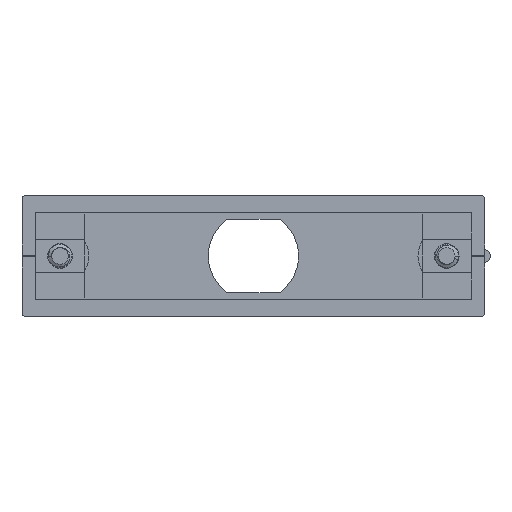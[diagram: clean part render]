
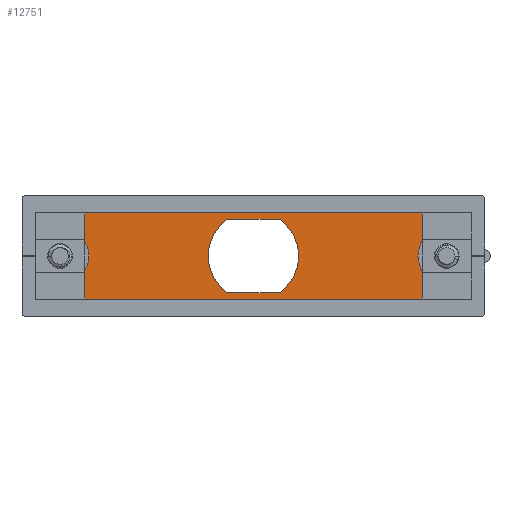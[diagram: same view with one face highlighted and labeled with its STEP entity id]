
A CAD part, front view. The second image highlights one B-rep face of the part: STEP entity #12751.
In plain terms, the highlighted planar face has unit normal (0, -1, 0).
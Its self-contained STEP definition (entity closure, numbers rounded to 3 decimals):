
#1733 = EDGE_CURVE ( 'NONE', #8325, #8314, #10991, .T. ) ;
#2180 = EDGE_CURVE ( 'NONE', #7888, #15890, #10980, .T. ) ;
#2613 = EDGE_CURVE ( 'NONE', #15890, #8325, #6582, .T. ) ;
#2710 = EDGE_CURVE ( 'NONE', #8314, #7888, #2726, .T. ) ;
#2726 = LINE ( 'NONE', #13466, #15615 ) ;
#3049 = ORIENTED_EDGE ( 'NONE', *, *, #12857, .T. ) ;
#3089 = EDGE_CURVE ( 'NONE', #15306, #15798, #16428, .T. ) ;
#3150 = VECTOR ( 'NONE', #11106, 1000. ) ;
#3191 = VERTEX_POINT ( 'NONE', #12584 ) ;
#3363 = CARTESIAN_POINT ( 'NONE',  ( 0., 14.7, 0. ) ) ;
#3464 = CARTESIAN_POINT ( 'NONE',  ( 20.525, 14.7, 6.35 ) ) ;
#3565 = DIRECTION ( 'NONE',  ( 0., 1., 0. ) ) ;
#3604 = DIRECTION ( 'NONE',  ( 1., 0., 0. ) ) ;
#5201 = CARTESIAN_POINT ( 'NONE',  ( 3.162, 14.7, 4.5 ) ) ;
#5312 = DIRECTION ( 'NONE',  ( 1., 0., 0. ) ) ;
#5416 = FACE_BOUND ( 'NONE', #9161, .T. ) ;
#6018 = VECTOR ( 'NONE', #5312, 1000. ) ;
#6149 = CARTESIAN_POINT ( 'NONE',  ( 20.525, 14.7, -6.35 ) ) ;
#6224 = CARTESIAN_POINT ( 'NONE',  ( 0., 14.7, 0. ) ) ;
#6261 = DIRECTION ( 'NONE',  ( 0., 1., 0. ) ) ;
#6281 = DIRECTION ( 'NONE',  ( 1., 0., 0. ) ) ;
#6582 = LINE ( 'NONE', #11173, #3150 ) ;
#7005 = CARTESIAN_POINT ( 'NONE',  ( 3.162, 14.7, 4.5 ) ) ;
#7011 = CIRCLE ( 'NONE', #9318, 5.5 ) ;
#7218 = AXIS2_PLACEMENT_3D ( 'NONE', #3363, #3565, #3604 ) ;
#7229 = VECTOR ( 'NONE', #9955, 1000. ) ;
#7701 = AXIS2_PLACEMENT_3D ( 'NONE', #8453, #8760, #8773 ) ;
#7888 = VERTEX_POINT ( 'NONE', #3464 ) ;
#8311 = ORIENTED_EDGE ( 'NONE', *, *, #13317, .T. ) ;
#8314 = VERTEX_POINT ( 'NONE', #6149 ) ;
#8325 = VERTEX_POINT ( 'NONE', #8626 ) ;
#8432 = LINE ( 'NONE', #9802, #7229 ) ;
#8453 = CARTESIAN_POINT ( 'NONE',  ( -20.525, 14.7, -6.35 ) ) ;
#8605 = PLANE ( 'NONE',  #7701 ) ;
#8626 = CARTESIAN_POINT ( 'NONE',  ( -20.525, 14.7, -6.35 ) ) ;
#8760 = DIRECTION ( 'NONE',  ( 0., -1., 0. ) ) ;
#8773 = DIRECTION ( 'NONE',  ( 1., 0., 0. ) ) ;
#9103 = ORIENTED_EDGE ( 'NONE', *, *, #12987, .T. ) ;
#9161 = EDGE_LOOP ( 'NONE', ( #8311, #9103, #12890, #3049 ) ) ;
#9218 = CARTESIAN_POINT ( 'NONE',  ( 3.162, 14.7, -4.5 ) ) ;
#9318 = AXIS2_PLACEMENT_3D ( 'NONE', #6224, #6261, #6281 ) ;
#9342 = DIRECTION ( 'NONE',  ( -1., 0., 0. ) ) ;
#9397 = LINE ( 'NONE', #5201, #6018 ) ;
#9698 = ORIENTED_EDGE ( 'NONE', *, *, #1733, .T. ) ;
#9802 = CARTESIAN_POINT ( 'NONE',  ( 3.162, 14.7, -4.5 ) ) ;
#9955 = DIRECTION ( 'NONE',  ( -1., 0., 0. ) ) ;
#10281 = EDGE_LOOP ( 'NONE', ( #15314, #9698, #14329, #14732 ) ) ;
#10693 = CARTESIAN_POINT ( 'NONE',  ( -20.525, 14.7, 6.35 ) ) ;
#10980 = LINE ( 'NONE', #14378, #14431 ) ;
#10991 = LINE ( 'NONE', #15456, #11408 ) ;
#11106 = DIRECTION ( 'NONE',  ( 0., 0., -1. ) ) ;
#11173 = CARTESIAN_POINT ( 'NONE',  ( -20.525, 14.7, 6.35 ) ) ;
#11366 = CARTESIAN_POINT ( 'NONE',  ( -3.162, 14.7, -4.5 ) ) ;
#11408 = VECTOR ( 'NONE', #15084, 1000. ) ;
#12584 = CARTESIAN_POINT ( 'NONE',  ( -3.162, 14.7, 4.5 ) ) ;
#12751 = ADVANCED_FACE ( 'NONE', ( #15639, #5416 ), #8605, .T. ) ;
#12857 = EDGE_CURVE ( 'NONE', #15798, #15013, #8432, .T. ) ;
#12890 = ORIENTED_EDGE ( 'NONE', *, *, #3089, .T. ) ;
#12987 = EDGE_CURVE ( 'NONE', #3191, #15306, #9397, .T. ) ;
#13317 = EDGE_CURVE ( 'NONE', #15013, #3191, #7011, .T. ) ;
#13434 = DIRECTION ( 'NONE',  ( 0., 0., 1. ) ) ;
#13466 = CARTESIAN_POINT ( 'NONE',  ( 20.525, 14.7, 6.35 ) ) ;
#14329 = ORIENTED_EDGE ( 'NONE', *, *, #2710, .T. ) ;
#14378 = CARTESIAN_POINT ( 'NONE',  ( -20.525, 14.7, 6.35 ) ) ;
#14431 = VECTOR ( 'NONE', #9342, 1000. ) ;
#14732 = ORIENTED_EDGE ( 'NONE', *, *, #2180, .T. ) ;
#15013 = VERTEX_POINT ( 'NONE', #11366 ) ;
#15084 = DIRECTION ( 'NONE',  ( 1., 0., 0. ) ) ;
#15306 = VERTEX_POINT ( 'NONE', #7005 ) ;
#15314 = ORIENTED_EDGE ( 'NONE', *, *, #2613, .T. ) ;
#15456 = CARTESIAN_POINT ( 'NONE',  ( -20.525, 14.7, -6.35 ) ) ;
#15615 = VECTOR ( 'NONE', #13434, 1000. ) ;
#15639 = FACE_OUTER_BOUND ( 'NONE', #10281, .T. ) ;
#15798 = VERTEX_POINT ( 'NONE', #9218 ) ;
#15890 = VERTEX_POINT ( 'NONE', #10693 ) ;
#16428 = CIRCLE ( 'NONE', #7218, 5.5 ) ;
